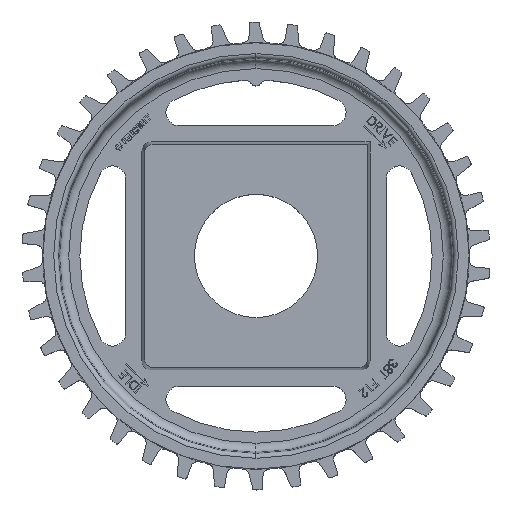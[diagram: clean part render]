
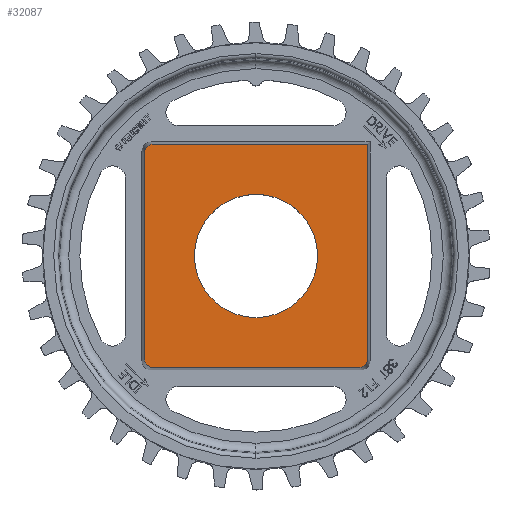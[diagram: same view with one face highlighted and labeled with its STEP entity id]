
A CAD part, top view. The second image highlights one B-rep face of the part: STEP entity #32087.
In plain terms, the highlighted planar face has unit normal (0, 0, 1).
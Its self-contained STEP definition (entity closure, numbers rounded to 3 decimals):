
#186 = AXIS2_PLACEMENT_3D ( 'NONE', #28962, #16915, #8983 ) ;
#256 = CARTESIAN_POINT ( 'NONE',  ( 36.25, 36.25, 12.5 ) ) ;
#418 =( BOUNDED_CURVE ( )  B_SPLINE_CURVE ( 3, ( #22160, #14707, #24602, #23299 ),
 .UNSPECIFIED., .F., .F. ) 
 B_SPLINE_CURVE_WITH_KNOTS ( ( 4, 4 ),
 ( 2.36, 3.923 ),
 .UNSPECIFIED. ) 
 CURVE ( )  GEOMETRIC_REPRESENTATION_ITEM ( )  RATIONAL_B_SPLINE_CURVE ( ( 1., 0.807, 0.807, 1. ) ) 
 REPRESENTATION_ITEM ( '' )  );
#1293 = ORIENTED_EDGE ( 'NONE', *, *, #21616, .F. ) ;
#1480 = VECTOR ( 'NONE', #4190, 1000. ) ;
#1899 = EDGE_CURVE ( 'NONE', #22066, #5982, #20317, .T. ) ;
#1957 = CARTESIAN_POINT ( 'NONE',  ( -36.25, -35.015, 12.5 ) ) ;
#2023 = DIRECTION ( 'NONE',  ( 0., 1., 0. ) ) ;
#2355 = EDGE_CURVE ( 'NONE', #16137, #2552, #22902, .T. ) ;
#2552 = VERTEX_POINT ( 'NONE', #9186 ) ;
#2641 = EDGE_CURVE ( 'NONE', #20850, #24411, #10173, .T. ) ;
#2744 = EDGE_CURVE ( 'NONE', #8456, #22066, #19556, .T. ) ;
#3388 = AXIS2_PLACEMENT_3D ( 'NONE', #27769, #20451, #17695 ) ;
#3903 = ORIENTED_EDGE ( 'NONE', *, *, #2744, .T. ) ;
#4190 = DIRECTION ( 'NONE',  ( 1., 0., 0. ) ) ;
#4454 = CARTESIAN_POINT ( 'NONE',  ( 36.25, -36.25, 12.5 ) ) ;
#5033 = LINE ( 'NONE', #7617, #9158 ) ;
#5383 = CIRCLE ( 'NONE', #186, 20. ) ;
#5982 = VERTEX_POINT ( 'NONE', #22018 ) ;
#6501 = ORIENTED_EDGE ( 'NONE', *, *, #2641, .T. ) ;
#7102 = DIRECTION ( 'NONE',  ( 0., 0., 1. ) ) ;
#7617 = CARTESIAN_POINT ( 'NONE',  ( 36.25, 36.25, 12.5 ) ) ;
#8456 = VERTEX_POINT ( 'NONE', #12068 ) ;
#8853 = ORIENTED_EDGE ( 'NONE', *, *, #23108, .T. ) ;
#8889 = CARTESIAN_POINT ( 'NONE',  ( 36.25, -36.25, 12.5 ) ) ;
#8983 = DIRECTION ( 'NONE',  ( 1., 0., 0. ) ) ;
#9158 = VECTOR ( 'NONE', #12663, 1000. ) ;
#9186 = CARTESIAN_POINT ( 'NONE',  ( 20., 0., 12.5 ) ) ;
#9539 = CARTESIAN_POINT ( 'NONE',  ( 0., 0., 12.5 ) ) ;
#10066 = FACE_BOUND ( 'NONE', #20207, .T. ) ;
#10131 = ORIENTED_EDGE ( 'NONE', *, *, #30658, .T. ) ;
#10173 =( BOUNDED_CURVE ( )  B_SPLINE_CURVE ( 3, ( #28841, #25935, #29012, #23963 ),
 .UNSPECIFIED., .F., .F. ) 
 B_SPLINE_CURVE_WITH_KNOTS ( ( 4, 4 ),
 ( 2.36, 3.923 ),
 .UNSPECIFIED. ) 
 CURVE ( )  GEOMETRIC_REPRESENTATION_ITEM ( )  RATIONAL_B_SPLINE_CURVE ( ( 1., 0.807, 0.807, 1. ) ) 
 REPRESENTATION_ITEM ( '' )  );
#12068 = CARTESIAN_POINT ( 'NONE',  ( -36.25, 33.261, 12.5 ) ) ;
#12144 = VECTOR ( 'NONE', #2023, 1000. ) ;
#12191 = ORIENTED_EDGE ( 'NONE', *, *, #2355, .F. ) ;
#12663 = DIRECTION ( 'NONE',  ( -1., 0., 0. ) ) ;
#13057 = AXIS2_PLACEMENT_3D ( 'NONE', #9539, #7102, #14892 ) ;
#14309 = EDGE_LOOP ( 'NONE', ( #3903, #21812, #24697, #6501, #10131, #8853, #23222 ) ) ;
#14707 = CARTESIAN_POINT ( 'NONE',  ( -35.015, 36.25, 12.5 ) ) ;
#14892 = DIRECTION ( 'NONE',  ( 1., 0., 0. ) ) ;
#14944 = FACE_OUTER_BOUND ( 'NONE', #14309, .T. ) ;
#16137 = VERTEX_POINT ( 'NONE', #20462 ) ;
#16782 = LINE ( 'NONE', #4454, #12144 ) ;
#16874 = CARTESIAN_POINT ( 'NONE',  ( -35.015, -36.25, 12.5 ) ) ;
#16915 = DIRECTION ( 'NONE',  ( 0., 0., 1. ) ) ;
#17695 = DIRECTION ( 'NONE',  ( 1., 0., 0. ) ) ;
#19556 = LINE ( 'NONE', #24598, #27594 ) ;
#20207 = EDGE_LOOP ( 'NONE', ( #12191, #1293 ) ) ;
#20317 =( BOUNDED_CURVE ( )  B_SPLINE_CURVE ( 3, ( #21434, #1957, #16874, #21589 ),
 .UNSPECIFIED., .F., .F. ) 
 B_SPLINE_CURVE_WITH_KNOTS ( ( 4, 4 ),
 ( 2.36, 3.923 ),
 .UNSPECIFIED. ) 
 CURVE ( )  GEOMETRIC_REPRESENTATION_ITEM ( )  RATIONAL_B_SPLINE_CURVE ( ( 1., 0.807, 0.807, 1. ) ) 
 REPRESENTATION_ITEM ( '' )  );
#20451 = DIRECTION ( 'NONE',  ( 0., 0., 1. ) ) ;
#20462 = CARTESIAN_POINT ( 'NONE',  ( -20., 0., 12.5 ) ) ;
#20774 = CARTESIAN_POINT ( 'NONE',  ( 36.25, -33.261, 12.5 ) ) ;
#20850 = VERTEX_POINT ( 'NONE', #24861 ) ;
#21346 = CARTESIAN_POINT ( 'NONE',  ( -33.261, 36.25, 12.5 ) ) ;
#21434 = CARTESIAN_POINT ( 'NONE',  ( -36.25, -33.261, 12.5 ) ) ;
#21589 = CARTESIAN_POINT ( 'NONE',  ( -33.261, -36.25, 12.5 ) ) ;
#21616 = EDGE_CURVE ( 'NONE', #2552, #16137, #5383, .T. ) ;
#21812 = ORIENTED_EDGE ( 'NONE', *, *, #1899, .T. ) ;
#22018 = CARTESIAN_POINT ( 'NONE',  ( -33.261, -36.25, 12.5 ) ) ;
#22066 = VERTEX_POINT ( 'NONE', #23557 ) ;
#22160 = CARTESIAN_POINT ( 'NONE',  ( -33.261, 36.25, 12.5 ) ) ;
#22902 = CIRCLE ( 'NONE', #13057, 20. ) ;
#23108 = EDGE_CURVE ( 'NONE', #29169, #30623, #5033, .T. ) ;
#23222 = ORIENTED_EDGE ( 'NONE', *, *, #31831, .T. ) ;
#23299 = CARTESIAN_POINT ( 'NONE',  ( -36.25, 33.261, 12.5 ) ) ;
#23557 = CARTESIAN_POINT ( 'NONE',  ( -36.25, -33.261, 12.5 ) ) ;
#23657 = LINE ( 'NONE', #8889, #1480 ) ;
#23963 = CARTESIAN_POINT ( 'NONE',  ( 36.25, -33.261, 12.5 ) ) ;
#24411 = VERTEX_POINT ( 'NONE', #20774 ) ;
#24598 = CARTESIAN_POINT ( 'NONE',  ( -36.25, -36.25, 12.5 ) ) ;
#24602 = CARTESIAN_POINT ( 'NONE',  ( -36.25, 35.015, 12.5 ) ) ;
#24697 = ORIENTED_EDGE ( 'NONE', *, *, #24989, .T. ) ;
#24848 = PLANE ( 'NONE',  #3388 ) ;
#24861 = CARTESIAN_POINT ( 'NONE',  ( 33.261, -36.25, 12.5 ) ) ;
#24989 = EDGE_CURVE ( 'NONE', #5982, #20850, #23657, .T. ) ;
#25935 = CARTESIAN_POINT ( 'NONE',  ( 35.015, -36.25, 12.5 ) ) ;
#27594 = VECTOR ( 'NONE', #29801, 1000. ) ;
#27769 = CARTESIAN_POINT ( 'NONE',  ( 0., 0., 12.5 ) ) ;
#28841 = CARTESIAN_POINT ( 'NONE',  ( 33.261, -36.25, 12.5 ) ) ;
#28962 = CARTESIAN_POINT ( 'NONE',  ( 0., 0., 12.5 ) ) ;
#29012 = CARTESIAN_POINT ( 'NONE',  ( 36.25, -35.015, 12.5 ) ) ;
#29169 = VERTEX_POINT ( 'NONE', #256 ) ;
#29801 = DIRECTION ( 'NONE',  ( 0., -1., 0. ) ) ;
#30623 = VERTEX_POINT ( 'NONE', #21346 ) ;
#30658 = EDGE_CURVE ( 'NONE', #24411, #29169, #16782, .T. ) ;
#31831 = EDGE_CURVE ( 'NONE', #30623, #8456, #418, .T. ) ;
#32087 = ADVANCED_FACE ( 'NONE', ( #10066, #14944 ), #24848, .T. ) ;
